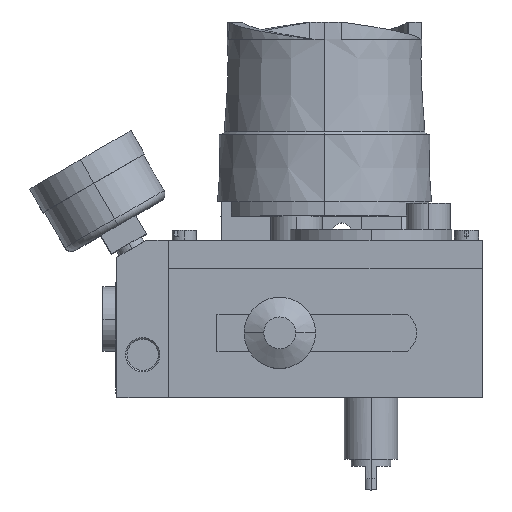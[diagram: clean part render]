
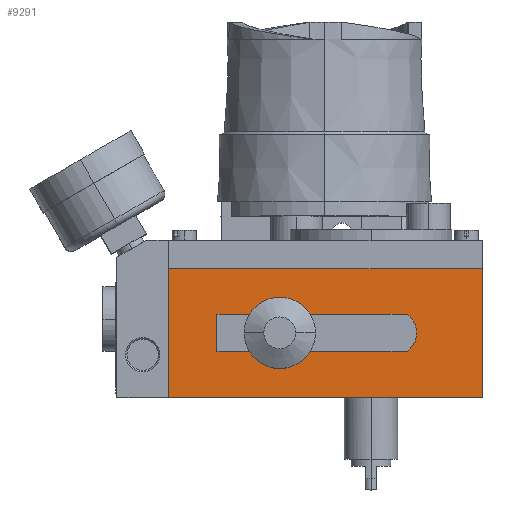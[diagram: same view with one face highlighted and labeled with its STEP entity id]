
A CAD part, top view. The second image highlights one B-rep face of the part: STEP entity #9291.
In plain terms, the highlighted planar face has unit normal (0, 0, 1).
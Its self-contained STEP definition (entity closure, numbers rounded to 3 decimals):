
#145 = ORIENTED_EDGE ( 'NONE', *, *, #14635, .F. ) ;
#176 = EDGE_LOOP ( 'NONE', ( #145, #15707, #6831, #18049 ) ) ;
#509 = CARTESIAN_POINT ( 'NONE',  ( -54., -16., 45. ) ) ;
#548 = EDGE_CURVE ( 'NONE', #17857, #11319, #18470, .T. ) ;
#968 = EDGE_CURVE ( 'NONE', #7785, #19119, #17755, .T. ) ;
#1065 = VERTEX_POINT ( 'NONE', #4208 ) ;
#1641 = CARTESIAN_POINT ( 'NONE',  ( -21.323, -29., 45. ) ) ;
#1834 = ORIENTED_EDGE ( 'NONE', *, *, #18665, .F. ) ;
#2199 = ORIENTED_EDGE ( 'NONE', *, *, #19334, .F. ) ;
#2646 = AXIS2_PLACEMENT_3D ( 'NONE', #16206, #6538, #17843 ) ;
#3535 = CARTESIAN_POINT ( 'NONE',  ( -71., -45., 45. ) ) ;
#3672 = VECTOR ( 'NONE', #10064, 1000. ) ;
#3712 = VERTEX_POINT ( 'NONE', #12377 ) ;
#3791 = EDGE_CURVE ( 'NONE', #3712, #5848, #16679, .T. ) ;
#4208 = CARTESIAN_POINT ( 'NONE',  ( -54., -29., 45. ) ) ;
#4299 = VECTOR ( 'NONE', #11437, 1000. ) ;
#5848 = VERTEX_POINT ( 'NONE', #9480 ) ;
#5965 = CARTESIAN_POINT ( 'NONE',  ( -54., -29., 45. ) ) ;
#6427 = AXIS2_PLACEMENT_3D ( 'NONE', #18162, #8503, #19749 ) ;
#6538 = DIRECTION ( 'NONE',  ( 0., 0., 1. ) ) ;
#6691 = CARTESIAN_POINT ( 'NONE',  ( 12.664, -29., 45. ) ) ;
#6772 = DIRECTION ( 'NONE',  ( 0., 1., 0. ) ) ;
#6831 = ORIENTED_EDGE ( 'NONE', *, *, #9227, .T. ) ;
#6890 = LINE ( 'NONE', #5965, #14968 ) ;
#7331 = DIRECTION ( 'NONE',  ( 0., -1., 0. ) ) ;
#7388 = LINE ( 'NONE', #3535, #15454 ) ;
#7457 = EDGE_CURVE ( 'NONE', #19119, #8510, #9403, .T. ) ;
#7562 = ORIENTED_EDGE ( 'NONE', *, *, #7457, .F. ) ;
#7785 = VERTEX_POINT ( 'NONE', #6691 ) ;
#7975 = LINE ( 'NONE', #13260, #3672 ) ;
#7976 = CARTESIAN_POINT ( 'NONE',  ( -54., -29., 45. ) ) ;
#8044 = VERTEX_POINT ( 'NONE', #18668 ) ;
#8503 = DIRECTION ( 'NONE',  ( 0., 0., 1. ) ) ;
#8510 = VERTEX_POINT ( 'NONE', #10615 ) ;
#8643 = VECTOR ( 'NONE', #7331, 1000. ) ;
#8675 = CARTESIAN_POINT ( 'NONE',  ( -42.677, -16., 45. ) ) ;
#9022 = DIRECTION ( 'NONE',  ( 0., 0., 1. ) ) ;
#9024 = VERTEX_POINT ( 'NONE', #16813 ) ;
#9227 = EDGE_CURVE ( 'NONE', #15849, #3712, #19626, .T. ) ;
#9291 = ADVANCED_FACE ( 'NONE', ( #15366, #19147 ), #18675, .T. ) ;
#9403 = LINE ( 'NONE', #509, #12698 ) ;
#9480 = CARTESIAN_POINT ( 'NONE',  ( 39., 0., 45. ) ) ;
#9525 = ORIENTED_EDGE ( 'NONE', *, *, #16114, .F. ) ;
#9562 = CARTESIAN_POINT ( 'NONE',  ( 8., -22.5, 45. ) ) ;
#9619 = EDGE_CURVE ( 'NONE', #8510, #12579, #12598, .T. ) ;
#9871 = DIRECTION ( 'NONE',  ( 1., 0., 0. ) ) ;
#10064 = DIRECTION ( 'NONE',  ( 1., 0., 0. ) ) ;
#10483 = ORIENTED_EDGE ( 'NONE', *, *, #9619, .F. ) ;
#10503 = AXIS2_PLACEMENT_3D ( 'NONE', #9562, #20808, #11187 ) ;
#10581 = CARTESIAN_POINT ( 'NONE',  ( 12.664, -16., 45. ) ) ;
#10615 = CARTESIAN_POINT ( 'NONE',  ( -21.323, -16., 45. ) ) ;
#11187 = DIRECTION ( 'NONE',  ( 1., 0., 0. ) ) ;
#11319 = VERTEX_POINT ( 'NONE', #1641 ) ;
#11381 = EDGE_CURVE ( 'NONE', #15849, #9024, #7388, .T. ) ;
#11437 = DIRECTION ( 'NONE',  ( -1., 0., 0. ) ) ;
#11586 = VECTOR ( 'NONE', #11991, 1000. ) ;
#11871 = DIRECTION ( 'NONE',  ( -1., 0., 0. ) ) ;
#11915 = LINE ( 'NONE', #7976, #19936 ) ;
#11991 = DIRECTION ( 'NONE',  ( 1., 0., 0. ) ) ;
#12377 = CARTESIAN_POINT ( 'NONE',  ( 39., -45., 45. ) ) ;
#12579 = VERTEX_POINT ( 'NONE', #8675 ) ;
#12598 = CIRCLE ( 'NONE', #6427, 12.5 ) ;
#12657 = CARTESIAN_POINT ( 'NONE',  ( 39., -45., 45. ) ) ;
#12698 = VECTOR ( 'NONE', #11871, 1000. ) ;
#12878 = EDGE_CURVE ( 'NONE', #12579, #8044, #13896, .T. ) ;
#12930 = CARTESIAN_POINT ( 'NONE',  ( -71., -45., 45. ) ) ;
#12952 = LINE ( 'NONE', #17002, #8643 ) ;
#13260 = CARTESIAN_POINT ( 'NONE',  ( -71., 0., 45. ) ) ;
#13896 = LINE ( 'NONE', #16238, #4299 ) ;
#14262 = ORIENTED_EDGE ( 'NONE', *, *, #968, .F. ) ;
#14301 = DIRECTION ( 'NONE',  ( 0., 1., 0. ) ) ;
#14635 = EDGE_CURVE ( 'NONE', #9024, #5848, #7975, .T. ) ;
#14968 = VECTOR ( 'NONE', #20498, 1000. ) ;
#15366 = FACE_OUTER_BOUND ( 'NONE', #176, .T. ) ;
#15423 = CARTESIAN_POINT ( 'NONE',  ( -71., -45., 45. ) ) ;
#15454 = VECTOR ( 'NONE', #6772, 1000. ) ;
#15707 = ORIENTED_EDGE ( 'NONE', *, *, #11381, .F. ) ;
#15849 = VERTEX_POINT ( 'NONE', #12930 ) ;
#16114 = EDGE_CURVE ( 'NONE', #8044, #1065, #12952, .T. ) ;
#16206 = CARTESIAN_POINT ( 'NONE',  ( -32., -22.5, 45. ) ) ;
#16238 = CARTESIAN_POINT ( 'NONE',  ( -54., -16., 45. ) ) ;
#16620 = CARTESIAN_POINT ( 'NONE',  ( -42.677, -29., 45. ) ) ;
#16679 = LINE ( 'NONE', #12657, #19426 ) ;
#16813 = CARTESIAN_POINT ( 'NONE',  ( -71., 0., 45. ) ) ;
#17002 = CARTESIAN_POINT ( 'NONE',  ( -54., -16., 45. ) ) ;
#17755 = CIRCLE ( 'NONE', #10503, 8. ) ;
#17843 = DIRECTION ( 'NONE',  ( 1., 0., 0. ) ) ;
#17857 = VERTEX_POINT ( 'NONE', #16620 ) ;
#18049 = ORIENTED_EDGE ( 'NONE', *, *, #3791, .T. ) ;
#18162 = CARTESIAN_POINT ( 'NONE',  ( -32., -22.5, 45. ) ) ;
#18418 = EDGE_LOOP ( 'NONE', ( #19261, #2199, #9525, #19764, #10483, #7562, #14262, #1834 ) ) ;
#18461 = CARTESIAN_POINT ( 'NONE',  ( -71., -45., 45. ) ) ;
#18470 = CIRCLE ( 'NONE', #2646, 12.5 ) ;
#18665 = EDGE_CURVE ( 'NONE', #11319, #7785, #6890, .T. ) ;
#18668 = CARTESIAN_POINT ( 'NONE',  ( -54., -16., 45. ) ) ;
#18675 = PLANE ( 'NONE',  #20151 ) ;
#19119 = VERTEX_POINT ( 'NONE', #10581 ) ;
#19147 = FACE_BOUND ( 'NONE', #18418, .T. ) ;
#19261 = ORIENTED_EDGE ( 'NONE', *, *, #548, .F. ) ;
#19334 = EDGE_CURVE ( 'NONE', #1065, #17857, #11915, .T. ) ;
#19426 = VECTOR ( 'NONE', #14301, 1000. ) ;
#19626 = LINE ( 'NONE', #18461, #11586 ) ;
#19749 = DIRECTION ( 'NONE',  ( 1., 0., 0. ) ) ;
#19764 = ORIENTED_EDGE ( 'NONE', *, *, #12878, .F. ) ;
#19936 = VECTOR ( 'NONE', #9871, 1000. ) ;
#20151 = AXIS2_PLACEMENT_3D ( 'NONE', #15423, #9022, #20263 ) ;
#20263 = DIRECTION ( 'NONE',  ( 1., 0., 0. ) ) ;
#20498 = DIRECTION ( 'NONE',  ( 1., 0., 0. ) ) ;
#20808 = DIRECTION ( 'NONE',  ( 0., 0., 1. ) ) ;
